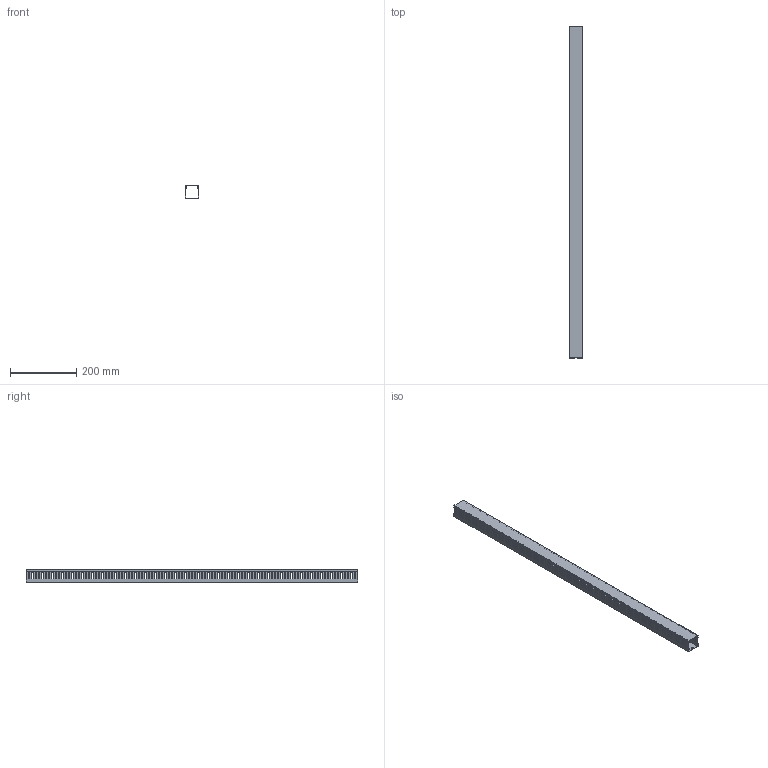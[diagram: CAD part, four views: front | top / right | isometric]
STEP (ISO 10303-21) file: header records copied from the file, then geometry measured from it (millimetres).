
FILE_DESCRIPTION(('CATIA V5 STEP Exchange','CAx-IF Rec.Pracs.--- Model Styling and Organization---1.4--- 2014-01-23'),'2;1');
FILE_NAME ('109355-3_0_2589210000_66397_CD_40X40_4X6_GY_Simple3D.stp','2021-11-09T12:05:31+00:00',('none'),('Weidmueller'),'CATIA Version 5-6 Release 2016 SP3 HF44','CATIA V5 STEP AP214','none');
FILE_SCHEMA(('AUTOMOTIVE_DESIGN { 1 0 10303 214 1 1 1 1 }'));
Products named in the file (1): CD... ...X... 4/6 ...
Bounding box: 40 x 1000 x 40 mm (x, y, z)
Volume: 193412.2 mm3; surface area: 333436 mm2
Topology: 2 solids, 2 shells, 2990 faces, 8958 edges, 5972 vertices
Faces by surface type: plane 2910, cylinder 80
Entity records: 86414 total; most frequent: ORIENTED_EDGE 17916, CARTESIAN_POINT 15452, DIRECTION 10000, EDGE_CURVE 8958, VECTOR 8798, LINE 8798, VERTEX_POINT 5972, EDGE_LOOP 3068
